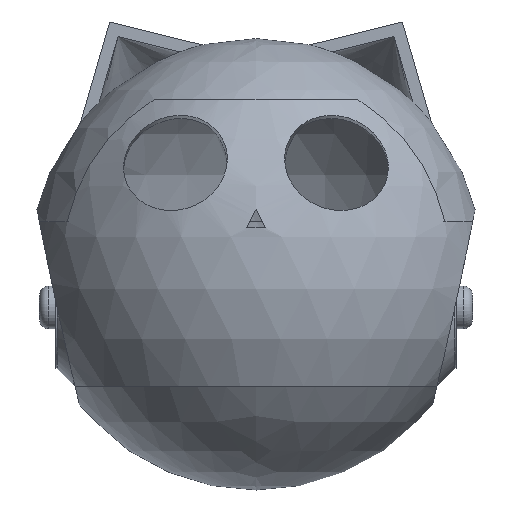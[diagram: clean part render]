
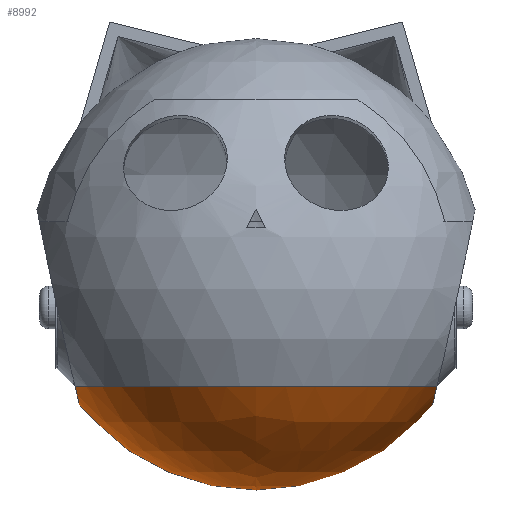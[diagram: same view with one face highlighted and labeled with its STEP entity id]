
A CAD part, left-side view. The second image highlights one B-rep face of the part: STEP entity #8992.
In plain terms, the highlighted spherical face has radius 37 mm.
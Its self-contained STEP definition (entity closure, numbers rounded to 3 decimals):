
#327=SPHERICAL_SURFACE('',#9569,37.);
#641=FACE_OUTER_BOUND('',#1140,.T.);
#1140=EDGE_LOOP('',(#6046,#6047,#6048,#6049,#6050,#6051,#6052));
#1680=B_SPLINE_CURVE_WITH_KNOTS('',3,(#13286,#13287,#13288,#13289,#13290,
#13291,#13292,#13293,#13294,#13295,#13296,#13297,#13298,#13299,#13300,#13301,
#13302,#13303),.UNSPECIFIED.,.F.,.F.,(4,2,2,2,2,2,2,2,4),(1.476,
1.539,1.84,2.141,2.442,2.743,
3.044,3.345,3.408),.UNSPECIFIED.);
#1681=B_SPLINE_CURVE_WITH_KNOTS('',3,(#13314,#13315,#13316,#13317,#13318,
#13319,#13320,#13321,#13322,#13323,#13324,#13325,#13326,#13327,#13328,#13329,
#13330,#13331),.UNSPECIFIED.,.F.,.F.,(4,2,2,2,2,2,2,2,4),(6.349,
6.412,6.713,7.014,7.315,7.616,
7.917,8.218,8.281),.UNSPECIFIED.);
#1785=CIRCLE('',#9570,31.129);
#1786=CIRCLE('',#9571,37.);
#1787=CIRCLE('',#9572,31.129);
#1788=CIRCLE('',#9573,31.129);
#3681=VERTEX_POINT('',#13280);
#3683=VERTEX_POINT('',#13284);
#3684=VERTEX_POINT('',#13307);
#3685=VERTEX_POINT('',#13309);
#3686=VERTEX_POINT('',#13311);
#3687=VERTEX_POINT('',#13313);
#4634=EDGE_CURVE('',#3681,#3683,#1680,.T.);
#4636=EDGE_CURVE('',#3683,#3684,#1785,.T.);
#4637=EDGE_CURVE('',#3684,#3685,#1786,.T.);
#4638=EDGE_CURVE('',#3684,#3686,#1787,.T.);
#4639=EDGE_CURVE('',#3686,#3687,#1681,.T.);
#4640=EDGE_CURVE('',#3687,#3681,#1788,.T.);
#6046=ORIENTED_EDGE('',*,*,#4634,.T.);
#6047=ORIENTED_EDGE('',*,*,#4636,.T.);
#6048=ORIENTED_EDGE('',*,*,#4637,.T.);
#6049=ORIENTED_EDGE('',*,*,#4637,.F.);
#6050=ORIENTED_EDGE('',*,*,#4638,.T.);
#6051=ORIENTED_EDGE('',*,*,#4639,.T.);
#6052=ORIENTED_EDGE('',*,*,#4640,.T.);
#8992=ADVANCED_FACE('',(#641),#327,.T.);
#9569=AXIS2_PLACEMENT_3D('',#13306,#10564,#10565);
#9570=AXIS2_PLACEMENT_3D('',#13308,#10566,#10567);
#9571=AXIS2_PLACEMENT_3D('',#13310,#10568,#10569);
#9572=AXIS2_PLACEMENT_3D('',#13312,#10570,#10571);
#9573=AXIS2_PLACEMENT_3D('',#13332,#10572,#10573);
#10564=DIRECTION('center_axis',(0.,0.,1.));
#10565=DIRECTION('ref_axis',(1.,0.,0.));
#10566=DIRECTION('center_axis',(0.,0.,-1.));
#10567=DIRECTION('ref_axis',(0.,-1.,0.));
#10568=DIRECTION('center_axis',(0.,-1.,0.));
#10569=DIRECTION('ref_axis',(-1.,0.,0.));
#10570=DIRECTION('center_axis',(0.,0.,-1.));
#10571=DIRECTION('ref_axis',(0.,-1.,0.));
#10572=DIRECTION('center_axis',(0.,0.,-1.));
#10573=DIRECTION('ref_axis',(0.,-1.,0.));
#13280=CARTESIAN_POINT('',(9.424,-29.668,-20.));
#13284=CARTESIAN_POINT('',(-9.424,-29.668,-20.));
#13286=CARTESIAN_POINT('Ctrl Pts',(9.424,-29.668,-20.));
#13287=CARTESIAN_POINT('Ctrl Pts',(9.249,-29.638,-20.127));
#13288=CARTESIAN_POINT('Ctrl Pts',(9.071,-29.608,-20.252));
#13289=CARTESIAN_POINT('Ctrl Pts',(8.023,-29.44,-20.952));
#13290=CARTESIAN_POINT('Ctrl Pts',(7.085,-29.319,-21.455));
#13291=CARTESIAN_POINT('Ctrl Pts',(5.124,-29.123,-22.264));
#13292=CARTESIAN_POINT('Ctrl Pts',(4.101,-29.049,-22.571));
#13293=CARTESIAN_POINT('Ctrl Pts',(2.04,-28.951,-22.974));
#13294=CARTESIAN_POINT('Ctrl Pts',(1.004,-28.927,-23.07));
#13295=CARTESIAN_POINT('Ctrl Pts',(-1.004,-28.927,
-23.07));
#13296=CARTESIAN_POINT('Ctrl Pts',(-2.04,-28.951,
-22.974));
#13297=CARTESIAN_POINT('Ctrl Pts',(-4.101,-29.049,
-22.571));
#13298=CARTESIAN_POINT('Ctrl Pts',(-5.124,-29.123,-22.264));
#13299=CARTESIAN_POINT('Ctrl Pts',(-7.085,-29.319,
-21.455));
#13300=CARTESIAN_POINT('Ctrl Pts',(-8.023,-29.44,
-20.952));
#13301=CARTESIAN_POINT('Ctrl Pts',(-9.071,-29.608,
-20.252));
#13302=CARTESIAN_POINT('Ctrl Pts',(-9.249,-29.638,
-20.127));
#13303=CARTESIAN_POINT('Ctrl Pts',(-9.424,-29.668,
-20.));
#13306=CARTESIAN_POINT('Origin',(0.,0.,0.));
#13307=CARTESIAN_POINT('',(-31.129,0.,-20.));
#13308=CARTESIAN_POINT('Origin',(0.,0.,-20.));
#13309=CARTESIAN_POINT('',(0.,0.,-37.));
#13310=CARTESIAN_POINT('Origin',(0.,0.,0.));
#13311=CARTESIAN_POINT('',(-9.424,29.668,-20.));
#13312=CARTESIAN_POINT('Origin',(0.,0.,-20.));
#13313=CARTESIAN_POINT('',(9.424,29.668,-20.));
#13314=CARTESIAN_POINT('Ctrl Pts',(-9.424,29.668,-20.));
#13315=CARTESIAN_POINT('Ctrl Pts',(-9.249,29.638,-20.127));
#13316=CARTESIAN_POINT('Ctrl Pts',(-9.071,29.608,-20.252));
#13317=CARTESIAN_POINT('Ctrl Pts',(-8.023,29.44,-20.952));
#13318=CARTESIAN_POINT('Ctrl Pts',(-7.085,29.319,-21.455));
#13319=CARTESIAN_POINT('Ctrl Pts',(-5.124,29.123,-22.264));
#13320=CARTESIAN_POINT('Ctrl Pts',(-4.101,29.049,-22.571));
#13321=CARTESIAN_POINT('Ctrl Pts',(-2.04,28.951,-22.974));
#13322=CARTESIAN_POINT('Ctrl Pts',(-1.004,28.927,-23.07));
#13323=CARTESIAN_POINT('Ctrl Pts',(1.004,28.927,-23.07));
#13324=CARTESIAN_POINT('Ctrl Pts',(2.04,28.951,-22.974));
#13325=CARTESIAN_POINT('Ctrl Pts',(4.101,29.049,-22.571));
#13326=CARTESIAN_POINT('Ctrl Pts',(5.124,29.123,-22.264));
#13327=CARTESIAN_POINT('Ctrl Pts',(7.085,29.319,-21.455));
#13328=CARTESIAN_POINT('Ctrl Pts',(8.023,29.44,-20.952));
#13329=CARTESIAN_POINT('Ctrl Pts',(9.071,29.608,-20.252));
#13330=CARTESIAN_POINT('Ctrl Pts',(9.249,29.638,-20.127));
#13331=CARTESIAN_POINT('Ctrl Pts',(9.424,29.668,-20.));
#13332=CARTESIAN_POINT('Origin',(0.,0.,-20.));
